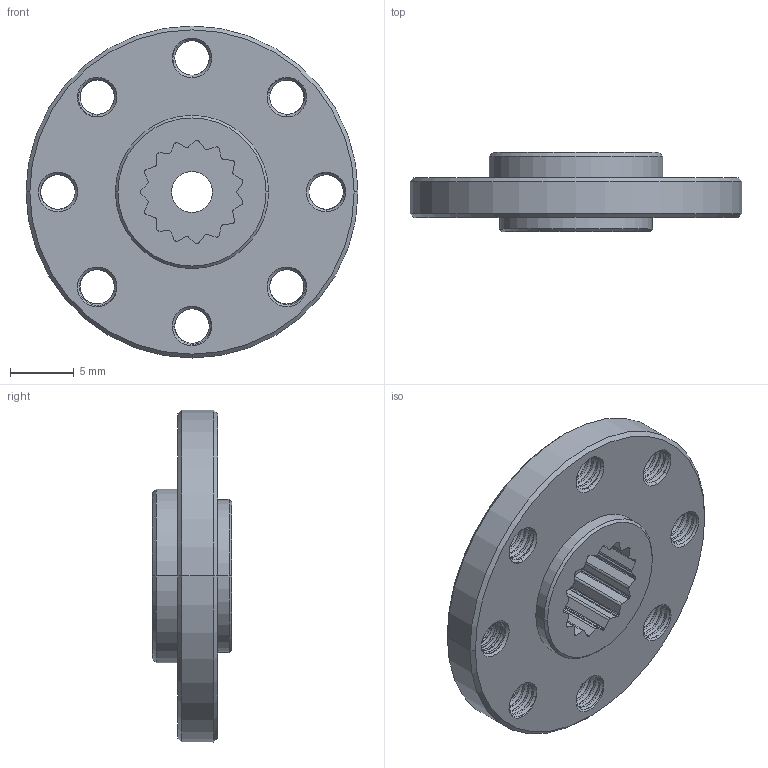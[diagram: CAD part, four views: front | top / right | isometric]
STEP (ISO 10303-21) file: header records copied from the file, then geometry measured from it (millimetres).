
FILE_DESCRIPTION (( 'STEP AP203' ), '1' );
FILE_NAME ('华馨京 100kg舵机主舵盘 - 3D.STEP', '2024-04-25T02:06:05', ( 'Windows 用户' ), ( '' ), 'SwSTEP 2.0', 'SolidWorks 2021', '' );
FILE_SCHEMA (( 'CONFIG_CONTROL_DESIGN' ));
Length unit declared in the file: millimetre
Products named in the file (1): 华馨京 100kg舵机主舵盘 - 3D
Bounding box: 26 x 6.2 x 26 mm (x, y, z)
Volume: 1650 mm3; surface area: 1709.7 mm2
Topology: 1 solids, 1 shells, 294 faces, 841 edges, 552 vertices
Faces by surface type: cylinder 148, cone 58, bspline 53, plane 35
Entity records: 18407 total; most frequent: CARTESIAN_POINT 11205, ORIENTED_EDGE 1682, DIRECTION 1228, EDGE_CURVE 841, VERTEX_POINT 552, AXIS2_PLACEMENT_3D 469, B_SPLINE_CURVE_WITH_KNOTS 324, EDGE_LOOP 315
